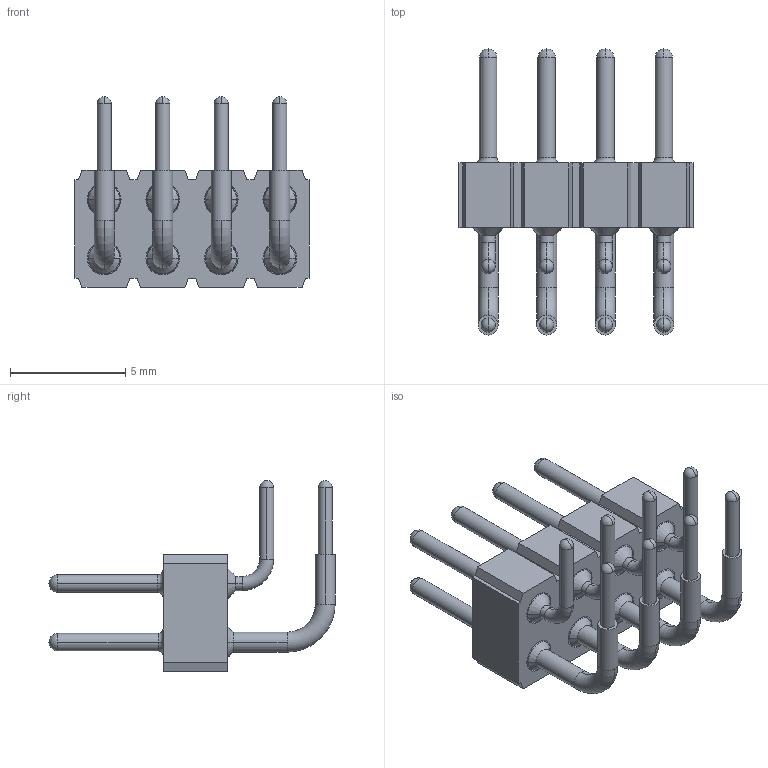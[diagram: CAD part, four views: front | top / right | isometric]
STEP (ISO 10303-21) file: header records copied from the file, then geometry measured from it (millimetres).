
FILE_DESCRIPTION (( 'STEP AP214' ), '1' );
FILE_NAME ('mill-max-802-10-008-20-001000.STEP', '2022-08-20T08:54:52', ( '' ), ( '' ), 'SwSTEP 2.0', 'SolidWorks 2022', '' );
FILE_SCHEMA (( 'AUTOMOTIVE_DESIGN' ));
Length unit declared in the file: inch
Products named in the file (4): mill-max-802-10-008-20-001000; P4XX-21-010-00-000000_P408-21-010-00-000000; 5005_5005-0-00-15-00-00-03-0; 5107_5107-0-00-15-00-00-03-0
Assembly tree (9 placements, depth 2):
  mill-max-802-10-008-20-001000
    P4XX-21-010-00-000000_P408-21-010-00-000000
    5107_5107-0-00-15-00-00-03-0  x4
    5005_5005-0-00-15-00-00-03-0  x4
Bounding box: 10.16 x 12.42 x 8.28 mm (x, y, z)
Volume: 181.8 mm3; surface area: 671.7 mm2
Topology: 9 solids, 9 shells, 1514 faces, 3556 edges, 2056 vertices
Faces by surface type: plane 882, cylinder 344, cone 224, torus 32, sphere 32
Entity records: 13865 total; most frequent: CARTESIAN_POINT 3167, ORIENTED_EDGE 2068, DIRECTION 1952, EDGE_CURVE 1034, AXIS2_PLACEMENT_3D 825, VERTEX_POINT 616, EDGE_LOOP 466, ADVANCED_FACE 437
